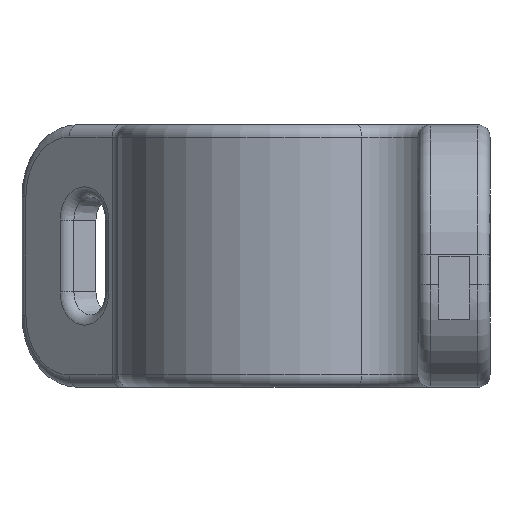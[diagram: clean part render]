
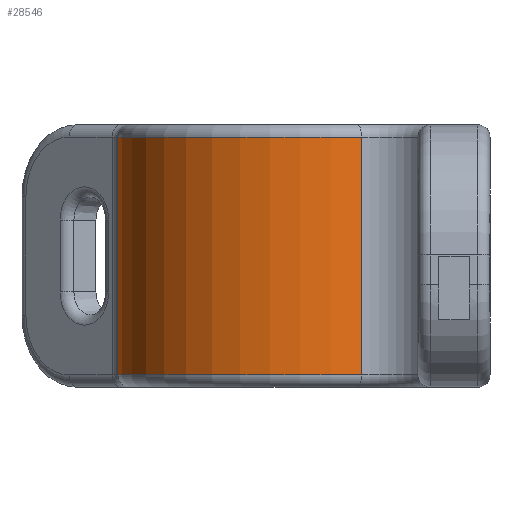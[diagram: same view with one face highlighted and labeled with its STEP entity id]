
A CAD part, left-side view. The second image highlights one B-rep face of the part: STEP entity #28546.
In plain terms, the highlighted cylindrical face has radius 9.1 mm (diameter 18.2 mm), a partial arc.
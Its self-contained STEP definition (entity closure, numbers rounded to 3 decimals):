
#501=CARTESIAN_POINT('',(0.,-0.15,-5.8));
#502=DIRECTION('',(0.,0.,-1.));
#503=DIRECTION('',(-0.952,-0.306,0.));
#504=AXIS2_PLACEMENT_3D('',#501,#502,#503);
#4137=DIRECTION('',(0.,0.,1.));
#4138=VECTOR('',#4137,11.6);
#4139=CARTESIAN_POINT('',(-8.663,-2.935,-5.8));
#4140=LINE('',#4139,#4138);
#4141=DIRECTION('',(0.,0.,1.));
#4142=VECTOR('',#4141,11.6);
#4143=CARTESIAN_POINT('',(0.998,8.895,-5.8));
#4144=LINE('',#4143,#4142);
#4276=CARTESIAN_POINT('',(0.,-0.15,5.8));
#4277=DIRECTION('',(0.,0.,1.));
#4278=DIRECTION('',(0.11,0.994,0.));
#4279=AXIS2_PLACEMENT_3D('',#4276,#4277,#4278);
#20153=CARTESIAN_POINT('',(-8.663,-2.935,-5.8));
#20154=CARTESIAN_POINT('',(-8.663,-2.935,5.8));
#20155=VERTEX_POINT('',#20153);
#20156=VERTEX_POINT('',#20154);
#20157=CARTESIAN_POINT('',(0.998,8.895,-5.8));
#20158=CARTESIAN_POINT('',(0.998,8.895,5.8));
#20159=VERTEX_POINT('',#20157);
#20160=VERTEX_POINT('',#20158);
#28533=CARTESIAN_POINT('',(0.,-0.15,-6.4));
#28534=DIRECTION('',(0.,0.,1.));
#28535=DIRECTION('',(1.,0.,0.));
#28536=AXIS2_PLACEMENT_3D('',#28533,#28534,#28535);
#28537=CYLINDRICAL_SURFACE('',#28536,9.1);
#28538=ORIENTED_EDGE('',*,*,#28525,.F.);
#28539=ORIENTED_EDGE('',*,*,#25496,.T.);
#28541=ORIENTED_EDGE('',*,*,#28540,.T.);
#28543=ORIENTED_EDGE('',*,*,#28542,.T.);
#28544=EDGE_LOOP('',(#28538,#28539,#28541,#28543));
#28545=FACE_OUTER_BOUND('',#28544,.F.);
#28546=ADVANCED_FACE('',(#28545),#28537,.T.);
#505=CIRCLE('',#504,9.1);
#4280=CIRCLE('',#4279,9.1);
#25496=EDGE_CURVE('',#20155,#20159,#505,.T.);
#28525=EDGE_CURVE('',#20155,#20156,#4140,.T.);
#28540=EDGE_CURVE('',#20159,#20160,#4144,.T.);
#28542=EDGE_CURVE('',#20160,#20156,#4280,.T.);
